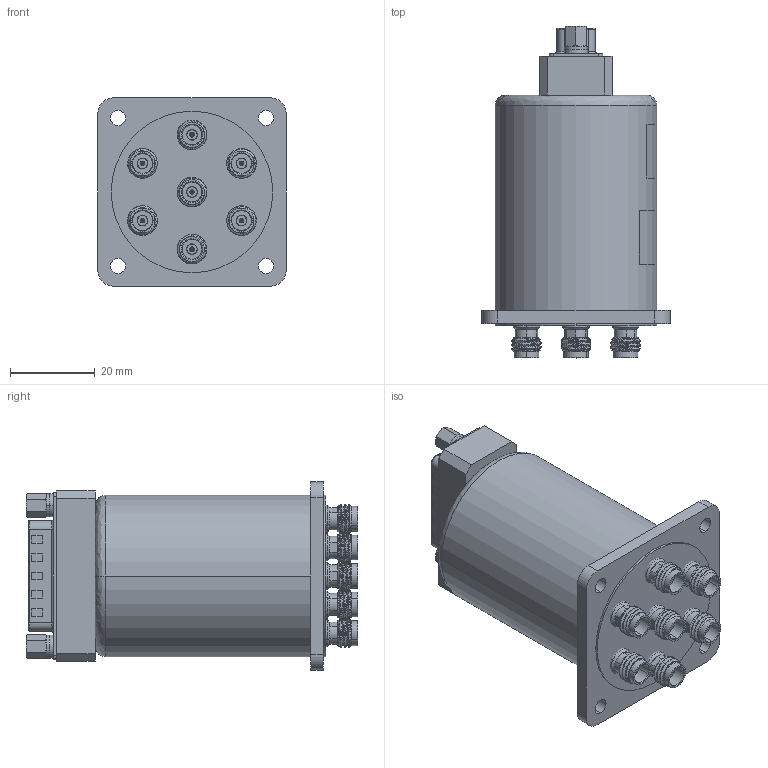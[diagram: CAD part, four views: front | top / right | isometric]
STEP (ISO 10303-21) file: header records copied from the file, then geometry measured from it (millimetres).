
FILE_DESCRIPTION (( 'STEP AP214' ), '1' );
FILE_NAME ('FMSW8022_3D.step', '2023-05-25T17:50:36', ( '' ), ( '' ), 'SwSTEP 2.0', 'SolidWorks 2022', '' );
FILE_SCHEMA (( 'AUTOMOTIVE_DESIGN' ));
Length unit declared in the file: inch
Products named in the file (10): Copy of K16021002_defeature^FMSW8022; Labels^FMSW8022_Larger label; Copy of R040572^Copy of A16BOSS1.5_FMSW8022; Labels^FMSW8022; Copy of A12066001-e360^Copy of A16BOSS1.5_FMSW8022; Copy of 50GCONN^FMSW8022; Copy of R040571_-101^Copy of A16BOSS1.5_FMSW8022; Copy of 15P mela-D-SUB CUP 172E-015-103^Copy of A16BOSS1.5_FMSW8022; FMSW8022_3D; Copy of A16BOSS1.5^FMSW8022
Assembly tree (16 placements, depth 3):
  FMSW8022_3D
    Copy of K16021002_defeature^FMSW8022
    Copy of A16BOSS1.5^FMSW8022
      Copy of R040571_-101^Copy of A16BOSS1.5_FMSW8022
      Copy of R040572^Copy of A16BOSS1.5_FMSW8022
      Copy of A12066001-e360^Copy of A16BOSS1.5_FMSW8022  x2
      Copy of 15P mela-D-SUB CUP 172E-015-103^Copy of A16BOSS1.5_FMSW8022
    Copy of 50GCONN^FMSW8022  x7
    Labels^FMSW8022
    Labels^FMSW8022_Larger label
Bounding box: 44.45 x 78.24 x 44.45 mm (x, y, z)
Volume: 20874 mm3; surface area: 30959.2 mm2
Topology: 40 solids, 47 shells, 1520 faces, 3502 edges, 2185 vertices
Faces by surface type: plane 552, cylinder 538, bspline 223, cone 207
Entity records: 29153 total; most frequent: CARTESIAN_POINT 10914, ORIENTED_EDGE 3784, DIRECTION 3449, EDGE_CURVE 1892, AXIS2_PLACEMENT_3D 1254, VERTEX_POINT 1202, LINE 941, VECTOR 941
